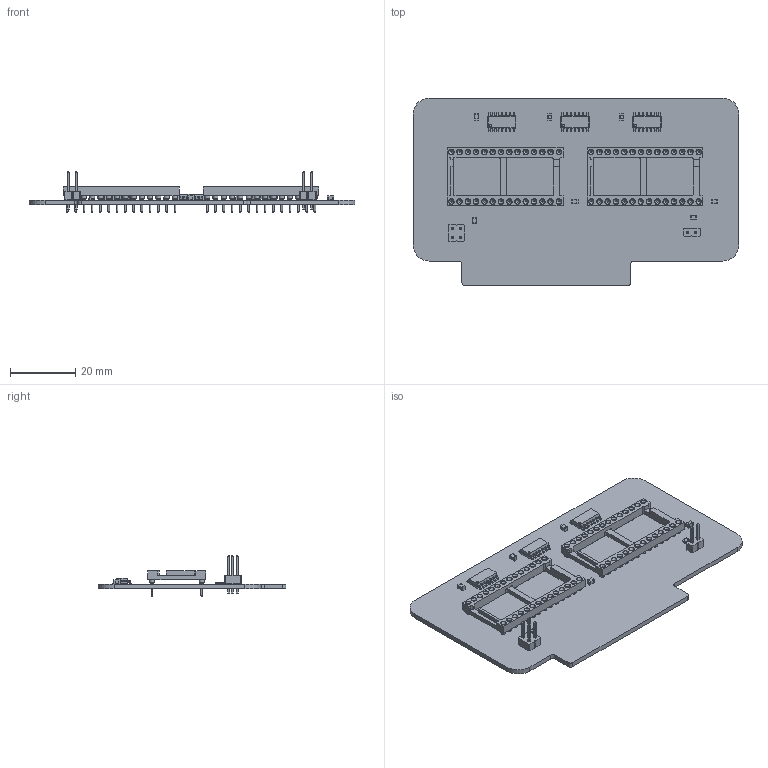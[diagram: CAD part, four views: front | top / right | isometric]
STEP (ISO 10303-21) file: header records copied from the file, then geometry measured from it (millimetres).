
FILE_DESCRIPTION(('KiCad electronic assembly'),'2;1');
FILE_NAME('Memory Card.step','2025-09-09T15:51:35',('Pcbnew'),('Kicad'), 'Open CASCADE STEP processor 7.8','KiCad to STEP converter','Unknown' );
FILE_SCHEMA(('AUTOMOTIVE_DESIGN { 1 0 10303 214 1 1 1 1 }'));
Length unit declared in the file: millimetre
Products named in the file (8): Memory Card 1; C_0805_2012Metric; DIP-28_W15.24mm_Socket; PinHeader_1x02_P2.54mm_Vertical; PinHeader_2x02_P2.54mm_Vertical; R_0805_2012Metric; SOIC-14_3.9x8.7mm_P1.27mm; Memory Card_PCB
Assembly tree (15 placements, depth 2):
  Memory Card 1
    C_0805_2012Metric  x5
    DIP-28_W15.24mm_Socket  x2
    PinHeader_1x02_P2.54mm_Vertical
    PinHeader_2x02_P2.54mm_Vertical
    R_0805_2012Metric  x2
    SOIC-14_3.9x8.7mm_P1.27mm  x3
    Memory Card_PCB
Bounding box: 100 x 57.62 x 12.32 mm (x, y, z)
Volume: 9868.8 mm3; surface area: 15224.2 mm2
Topology: 15 solids, 15 shells, 1873 faces, 4263 edges, 2721 vertices
Faces by surface type: plane 1095, cylinder 562, cone 168, bspline 48
Full cylindrical faces by diameter (mm): 0.508 x112, 0.8 x56, 1 x6, 1.524 x56, 1.724 x56
Entity records: 31047 total; most frequent: DIRECTION 4384, CARTESIAN_POINT 4221, ORIENTED_EDGE 3966, EDGE_CURVE 1983, AXIS2_PLACEMENT_3D 1539, LINE 1306, VECTOR 1306, VERTEX_POINT 1264
